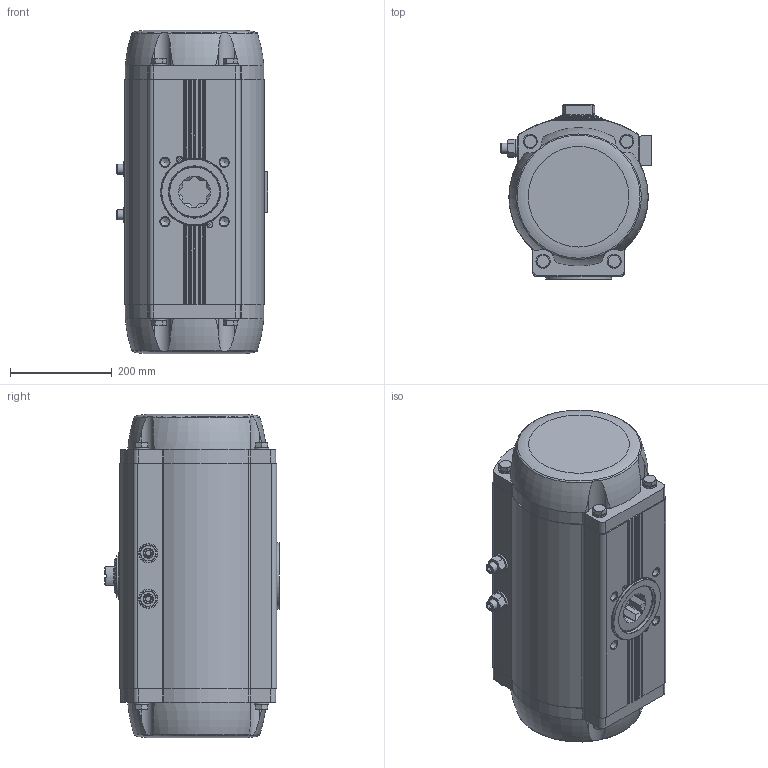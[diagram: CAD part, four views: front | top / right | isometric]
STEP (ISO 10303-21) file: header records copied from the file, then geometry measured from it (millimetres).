
FILE_DESCRIPTION(/* description */ ('STEP AP214'),/* implementation_level */ '2;1');
FILE_NAME(/* name */ '8145419_DFPD-N-2300-RP-90-RS45-F16-X-R3-C',/* time_stamp */ '2024-08-15T19:49:46+02:00',/* author */ ('License CC BY-ND 4.0'),/* organization */ ('CADENAS'),/* preprocessor_version */ 'ST-DEVELOPER v19.3',/* originating_system */ 'PARTsolutions',/* authorisation */ ' ');
FILE_SCHEMA (('AUTOMOTIVE_DESIGN {1 0 10303 214 3 1 1}'));
Length unit declared in the file: millimetre
Products named in the file (7): 8145419 DFPD-N-2300-RP-90-RS45-F16-X-R3-C---(0); 8042196 DFPD-N-2300-90-RS-F16-X-C-----(housing); 8042196 DFPD-2300(F12_0)---(shaft); 4787202 SCHEIBE 20.15X36X5-1.4301; DIN 934 - M20(F); 8088529 DFPD-2300-C--(adj); 8101070 DFPD-CTR-F16--(ctr)
Assembly tree (9 placements, depth 2):
  8145419 DFPD-N-2300-RP-90-RS45-F16-X-R3-C---(0)
    8042196 DFPD-N-2300-90-RS-F16-X-C-----(housing)
    8042196 DFPD-2300(F12_0)---(shaft)
    4787202 SCHEIBE 20.15X36X5-1.4301  x2
    DIN 934 - M20(F)  x2
    8088529 DFPD-2300-C--(adj)  x2
    8101070 DFPD-CTR-F16--(ctr)
Bounding box: 297.63 x 343.7 x 636 mm (x, y, z)
Volume: 42449806.2 mm3; surface area: 1053050.3 mm2
Topology: 9 solids, 9 shells, 741 faces, 1820 edges, 1164 vertices
Faces by surface type: plane 358, cylinder 192, cone 138, torus 51, sphere 2
Full cylindrical faces by diameter (mm): 3 x2, 4.134 x4, 4.917 x5, 8.376 x2, 8.5 x4, 10 x4, 10.57 x2, 17.294 x8, 20 x2, 20.15 x2, 28 x8, 30 x2, 36 x2, 38 x2, 64.5 x1, 67 x1, 70 x1, 71.2 x1, 71.5 x1, 72 x1, 86 x1, 90 x1, 94 x1, 98.2 x2, 99.8 x1, 100.1 x1, 102 x1, 103.1 x1, 130 x1, 133 x2
Entity records: 20671 total; most frequent: CARTESIAN_POINT 4519, DIRECTION 3301, ORIENTED_EDGE 3098, EDGE_CURVE 1549, AXIS2_PLACEMENT_3D 1286, VERTEX_POINT 1094, FACE_BOUND 965, EDGE_LOOP 950
